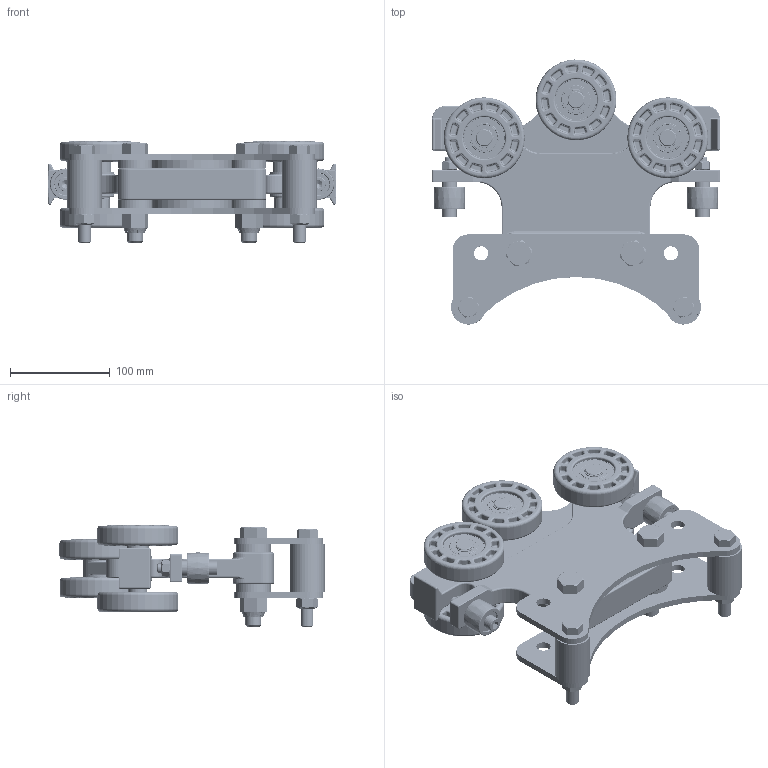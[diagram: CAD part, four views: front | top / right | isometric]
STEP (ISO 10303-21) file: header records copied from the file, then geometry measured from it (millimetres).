
FILE_DESCRIPTION((''),'2;1');
FILE_NAME('20067 112C TROLLEY LARGE ZIM BRACKET.stp','2011-03-24T15:35:53',('jholman'),(''),'Autodesk Inventor 2011','Autodesk Inventor 2011','');
FILE_SCHEMA(('AUTOMOTIVE_DESIGN { 1 0 10303 214 1 1 1 1 }'));
Length unit declared in the file: inch
Products named in the file (25): 20067; 20071; 3D11B4B4C; 3D11JDF4B; 3D11I6B4A; 3D11H6B4A; Hex Nut - UNC (Regular Thread - Inch) 3/8 - 16; 57141; 32045; 3D11HDF4B; 3D11IDF4A; 3D11ODF4B; 3D11KDF4A; 3D11MDF4A; 3D11LDF4A; 3D11NDF4A; Unbrako UNC Hex Socket Cap - Inch 3/8 x 2; 3D11YCB4C; 3D11PEF4C; 3D11WCB4B; 3D11XCB4B; Hex Bolt - UNC (Regular Thread - Inch) 1/2-13 UNC - 3.5; Hex Bolt - UNC (Regular Thread - Inch) 5/8-11 UNC - 3.5; 3D11Y3B4A; Prevailing Torque Type Hex Nut - UNC (Regular Thread - Inch)  (IFI) 1/2 - 13 Metal Type
Assembly tree (50 placements, depth 4):
  20067
    20071
      3D11B4B4C
      3D11JDF4B  x2
      3D11I6B4A  x3
      3D11H6B4A  x6
      Hex Nut - UNC (Regular Thread - Inch) 3/8 - 16  x2
      57141
      32045  x6
        3D11HDF4B
        3D11IDF4A
      3D11ODF4B  x2
        3D11KDF4A
        3D11MDF4A
        3D11LDF4A
        3D11NDF4A
      Unbrako UNC Hex Socket Cap - Inch 3/8 x 2  x2
    3D11YCB4C
      3D11PEF4C  x2
      3D11WCB4B  x2
      3D11XCB4B  x4
      Hex Bolt - UNC (Regular Thread - Inch) 1/2-13 UNC - 3.5  x2
      Hex Bolt - UNC (Regular Thread - Inch) 5/8-11 UNC - 3.5  x2
      3D11Y3B4A  x2
      Prevailing Torque Type Hex Nut - UNC (Regular Thread - Inch)  (IFI) 1/2 - 13 Metal Type  x2
Bounding box: 288.93 x 266 x 101.81 mm (x, y, z)
Volume: 1590463.4 mm3; surface area: 429081.1 mm2
Topology: 53 solids, 55 shells, 6511 faces, 15024 edges, 8218 vertices
Faces by surface type: plane 1734, bspline 1634, torus 1106, cylinder 938, sphere 670, cone 429
Full cylindrical faces by diameter (mm): 1.016 x12, 1.321 x6, 7.798 x2, 9.525 x10, 9.754 x2, 10.592 x2, 12.7 x6, 13.081 x2, 14.288 x4, 14.3 x2, 15.392 x2, 15.875 x8, 15.977 x4, 16.307 x2, 16.954 x12, 16.993 x6, 17.463 x13, 17.78 x2, 17.882 x3, 19.05 x13, 22.098 x4, 22.174 x4, 22.225 x7, 23.813 x2, 26.594 x12, 26.797 x12, 28.575 x4, 34.925 x7, 41.707 x12, 41.91 x12
Entity records: 54593 total; most frequent: CARTESIAN_POINT 19841, DIRECTION 6932, ORIENTED_EDGE 6844, EDGE_CURVE 3422, AXIS2_PLACEMENT_3D 3039, VERTEX_POINT 2036, EDGE_LOOP 1948, CIRCLE 1669
